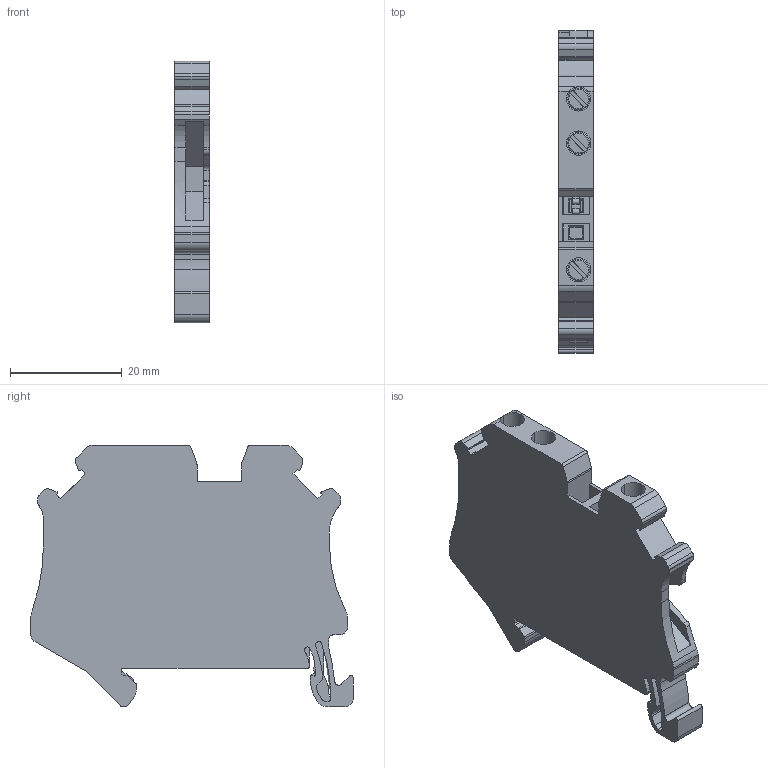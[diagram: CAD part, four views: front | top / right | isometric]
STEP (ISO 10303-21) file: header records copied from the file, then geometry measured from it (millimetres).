
FILE_DESCRIPTION(('STEP AP214'),'1');
FILE_NAME(' ',' ',('TraceParts'),('TraceParts S.A.'),'XStep 1.0',' ',' ');
FILE_SCHEMA(('automotive_design'));
Length unit declared in the file: millimetre
Products named in the file (1): NSYTRV43PEN
Bounding box: 6.15 x 57.8 x 46.85 mm (x, y, z)
Volume: 10692.2 mm3; surface area: 6908.8 mm2
Topology: 1 solids, 1 shells, 343 faces, 991 edges, 654 vertices
Faces by surface type: plane 180, cylinder 133, torus 24, cone 6
Entity records: 11498 total; most frequent: CARTESIAN_POINT 2228, ORIENTED_EDGE 1982, DIRECTION 1965, EDGE_CURVE 991, AXIS2_PLACEMENT_3D 685, VERTEX_POINT 654, LINE 595, VECTOR 595
